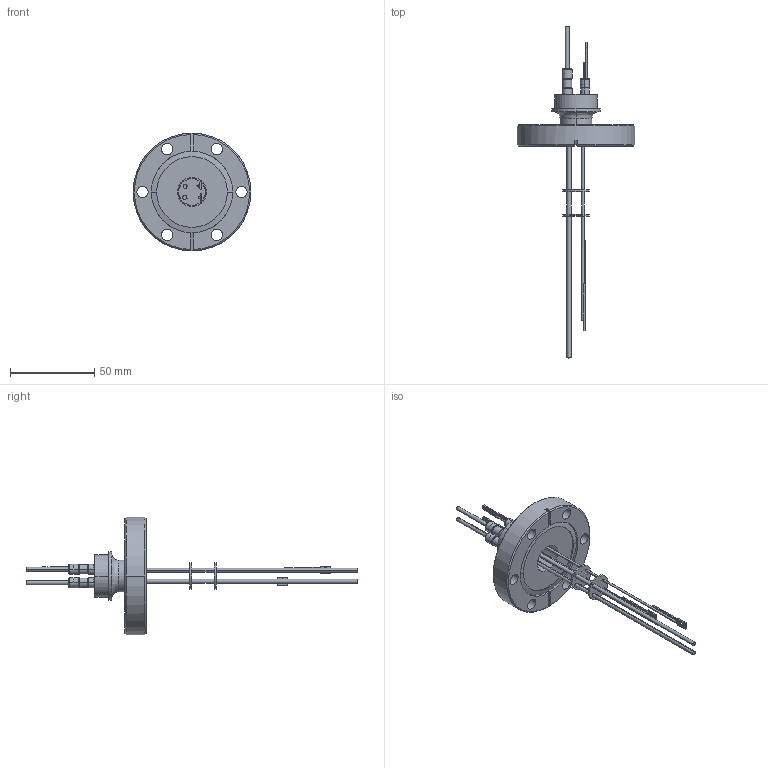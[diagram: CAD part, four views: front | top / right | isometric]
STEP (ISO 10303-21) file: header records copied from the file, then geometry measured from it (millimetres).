
FILE_DESCRIPTION (( 'STEP AP203' ), '1' );
FILE_NAME ('A2277-1-CF.STEP', '2013-04-09T16:50:20', ( '' ), ( '' ), 'SwSTEP 2.0', 'SolidWorks 2012', '' );
FILE_SCHEMA (( 'CONFIG_CONTROL_DESIGN' ));
Length unit declared in the file: inch
Products named in the file (1): A2277-1-CF
Bounding box: 69.85 x 196.97 x 69.85 mm (x, y, z)
Volume: 47074.8 mm3; surface area: 22457.1 mm2
Topology: 1 solids, 5 shells, 333 faces, 851 edges, 561 vertices
Faces by surface type: cylinder 172, plane 87, cone 42, bspline 32
Entity records: 11065 total; most frequent: CARTESIAN_POINT 2490, DIRECTION 1936, ORIENTED_EDGE 1702, EDGE_CURVE 851, AXIS2_PLACEMENT_3D 807, VERTEX_POINT 561, CIRCLE 505, EDGE_LOOP 416
